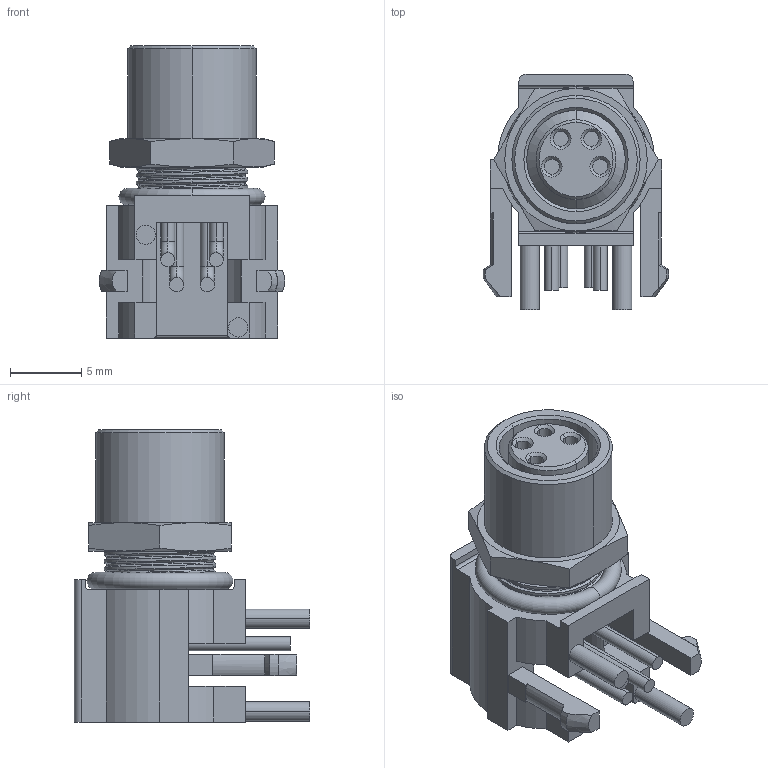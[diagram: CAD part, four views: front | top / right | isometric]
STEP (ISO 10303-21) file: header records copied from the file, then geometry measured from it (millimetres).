
FILE_DESCRIPTION((''),'2;1');
FILE_NAME('C-3-2172068-2','2016-05-24T',('workeradm'),('Tyco Electronics Ltd.'),'CREO PARAMETRIC BY PTC INC, 2015200','CREO PARAMETRIC BY PTC INC, 2015200','');
FILE_SCHEMA(('AUTOMOTIVE_DESIGN { 1 0 10303 214 1 1 1 1 }'));
Length unit declared in the file: millimetre
Products named in the file (1): C-3-2172068-2
Bounding box: 13 x 16.5 x 20.5 mm (x, y, z)
Volume: 1251.5 mm3; surface area: 1809.1 mm2
Topology: 3 solids, 3 shells, 194 faces, 462 edges, 288 vertices
Faces by surface type: plane 76, cylinder 67, cone 33, torus 12, bspline 6
Entity records: 8290 total; most frequent: CARTESIAN_POINT 3809, ORIENTED_EDGE 924, DIRECTION 915, EDGE_CURVE 462, AXIS2_PLACEMENT_3D 343, VERTEX_POINT 288, VECTOR 229, LINE 229
